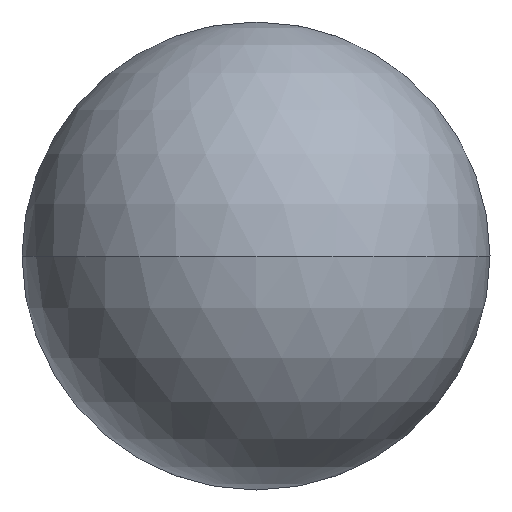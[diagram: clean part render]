
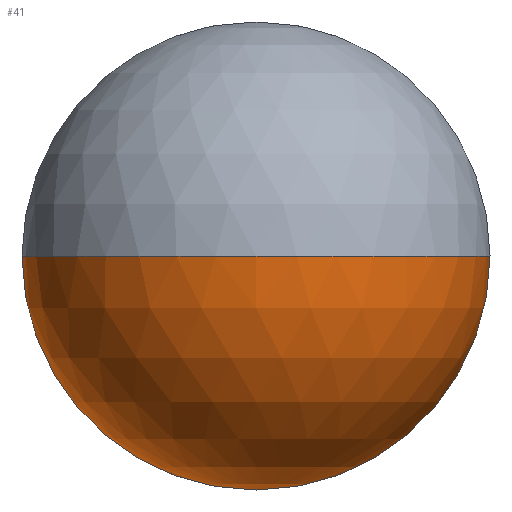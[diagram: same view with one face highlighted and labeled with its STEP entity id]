
A CAD part, front view. The second image highlights one B-rep face of the part: STEP entity #41.
In plain terms, the highlighted spherical face has radius 2 mm.
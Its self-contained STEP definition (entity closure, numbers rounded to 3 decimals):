
#23 = DIRECTION ( 'NONE',  ( -1., 0., 0. ) ) ;
#30 = AXIS2_PLACEMENT_3D ( 'NONE', #49, #202, #148 ) ;
#41 = ADVANCED_FACE ( 'NONE', ( #52 ), #116, .T. ) ;
#49 = CARTESIAN_POINT ( 'NONE',  ( 0., -6.77, 0. ) ) ;
#51 = EDGE_CURVE ( 'NONE', #213, #206, #110, .T. ) ;
#52 = FACE_OUTER_BOUND ( 'NONE', #64, .T. ) ;
#62 = CARTESIAN_POINT ( 'NONE',  ( 0., -8.77, 0. ) ) ;
#64 = EDGE_LOOP ( 'NONE', ( #194, #152, #97 ) ) ;
#86 = CARTESIAN_POINT ( 'NONE',  ( 0., -6.77, 0. ) ) ;
#88 = EDGE_CURVE ( 'NONE', #170, #206, #145, .T. ) ;
#97 = ORIENTED_EDGE ( 'NONE', *, *, #51, .F. ) ;
#99 = AXIS2_PLACEMENT_3D ( 'NONE', #192, #121, #106 ) ;
#103 = DIRECTION ( 'NONE',  ( 0., 1., 0. ) ) ;
#106 = DIRECTION ( 'NONE',  ( 1., 0., 0. ) ) ;
#110 = CIRCLE ( 'NONE', #117, 2. ) ;
#113 = CARTESIAN_POINT ( 'NONE',  ( -2., -6.77, 0. ) ) ;
#116 = SPHERICAL_SURFACE ( 'NONE', #99, 2. ) ;
#117 = AXIS2_PLACEMENT_3D ( 'NONE', #211, #103, #159 ) ;
#121 = DIRECTION ( 'NONE',  ( 0., 0., -1. ) ) ;
#125 = DIRECTION ( 'NONE',  ( 0., 0., -1. ) ) ;
#145 = CIRCLE ( 'NONE', #210, 2. ) ;
#148 = DIRECTION ( 'NONE',  ( 1., 0., 0. ) ) ;
#152 = ORIENTED_EDGE ( 'NONE', *, *, #88, .T. ) ;
#159 = DIRECTION ( 'NONE',  ( -1., 0., 0. ) ) ;
#170 = VERTEX_POINT ( 'NONE', #62 ) ;
#178 = EDGE_CURVE ( 'NONE', #170, #213, #212, .T. ) ;
#179 = CARTESIAN_POINT ( 'NONE',  ( 2., -6.77, 0. ) ) ;
#192 = CARTESIAN_POINT ( 'NONE',  ( 0., -6.77, 0. ) ) ;
#194 = ORIENTED_EDGE ( 'NONE', *, *, #178, .F. ) ;
#202 = DIRECTION ( 'NONE',  ( 0., 0., 1. ) ) ;
#206 = VERTEX_POINT ( 'NONE', #113 ) ;
#210 = AXIS2_PLACEMENT_3D ( 'NONE', #86, #125, #23 ) ;
#211 = CARTESIAN_POINT ( 'NONE',  ( 0., -6.77, 0. ) ) ;
#212 = CIRCLE ( 'NONE', #30, 2. ) ;
#213 = VERTEX_POINT ( 'NONE', #179 ) ;
